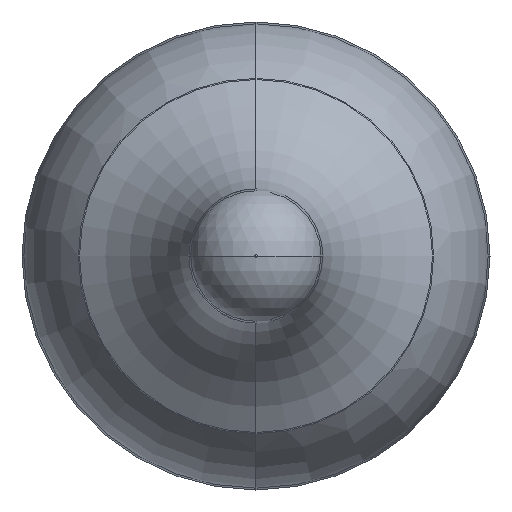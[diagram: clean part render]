
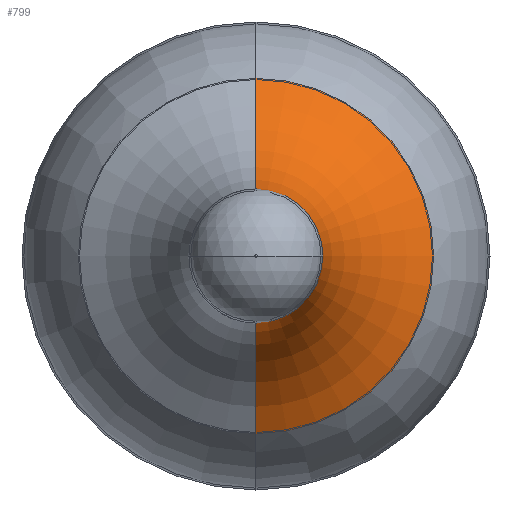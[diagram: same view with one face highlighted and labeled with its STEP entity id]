
A CAD part, left-side view. The second image highlights one B-rep face of the part: STEP entity #799.
In plain terms, the highlighted toroidal (fillet/blend) face has major radius 3.644 mm and minor radius 2.793 mm.
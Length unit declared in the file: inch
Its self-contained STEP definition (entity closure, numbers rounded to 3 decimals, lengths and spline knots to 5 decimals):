
#7 = EDGE_CURVE ( 'NONE', #352, #201, #108, .T. ) ;
#33 = DIRECTION ( 'NONE',  ( 0., 0., 1. ) ) ;
#41 = EDGE_CURVE ( 'NONE', #965, #263, #375, .T. ) ;
#70 = DIRECTION ( 'NONE',  ( 0., 0., -1. ) ) ;
#108 = CIRCLE ( 'NONE', #702, 0.03358 ) ;
#128 = CARTESIAN_POINT ( 'NONE',  ( 0.13878, 0., 0. ) ) ;
#136 = CARTESIAN_POINT ( 'NONE',  ( 0.04525, 0., -0.03358 ) ) ;
#155 = ORIENTED_EDGE ( 'NONE', *, *, #272, .F. ) ;
#158 = CARTESIAN_POINT ( 'NONE',  ( 0.04525, 0., 0.03358 ) ) ;
#169 = AXIS2_PLACEMENT_3D ( 'NONE', #327, #424, #1127 ) ;
#174 = CARTESIAN_POINT ( 'NONE',  ( 0.04525, -0.03358, 0. ) ) ;
#200 = ORIENTED_EDGE ( 'NONE', *, *, #742, .F. ) ;
#201 = VERTEX_POINT ( 'NONE', #158 ) ;
#251 = DIRECTION ( 'NONE',  ( 0., 0., 1. ) ) ;
#258 = ORIENTED_EDGE ( 'NONE', *, *, #7, .F. ) ;
#263 = VERTEX_POINT ( 'NONE', #761 ) ;
#272 = EDGE_CURVE ( 'NONE', #201, #263, #1217, .T. ) ;
#291 = CARTESIAN_POINT ( 'NONE',  ( 0.04525, 0., 0. ) ) ;
#296 = DIRECTION ( 'NONE',  ( -1., 0., 0. ) ) ;
#327 = CARTESIAN_POINT ( 'NONE',  ( 0.04525, 0., 0. ) ) ;
#352 = VERTEX_POINT ( 'NONE', #174 ) ;
#375 = CIRCLE ( 'NONE', #1205, 0.09298 ) ;
#424 = DIRECTION ( 'NONE',  ( -1., 0., 0. ) ) ;
#452 = DIRECTION ( 'NONE',  ( 0., 1., 0. ) ) ;
#455 = DIRECTION ( 'NONE',  ( 0., 0., 1. ) ) ;
#465 = ORIENTED_EDGE ( 'NONE', *, *, #41, .T. ) ;
#470 = CARTESIAN_POINT ( 'NONE',  ( 0.04109, 0., 0. ) ) ;
#474 = EDGE_CURVE ( 'NONE', #1074, #965, #797, .T. ) ;
#475 = CARTESIAN_POINT ( 'NONE',  ( 0.04109, 0., -0.14346 ) ) ;
#502 = CARTESIAN_POINT ( 'NONE',  ( 0.13878, 0., -0.09298 ) ) ;
#574 = CARTESIAN_POINT ( 'NONE',  ( 0.04109, 0., 0.14346 ) ) ;
#575 = EDGE_LOOP ( 'NONE', ( #200, #934, #465, #155, #258 ) ) ;
#643 = AXIS2_PLACEMENT_3D ( 'NONE', #470, #972, #455 ) ;
#666 = DIRECTION ( 'NONE',  ( 0., 0., 1. ) ) ;
#702 = AXIS2_PLACEMENT_3D ( 'NONE', #291, #296, #251 ) ;
#724 = FACE_OUTER_BOUND ( 'NONE', #575, .T. ) ;
#742 = EDGE_CURVE ( 'NONE', #1074, #352, #783, .T. ) ;
#751 = TOROIDAL_SURFACE ( 'NONE', #643, 0.14346, 0.10996 ) ;
#761 = CARTESIAN_POINT ( 'NONE',  ( 0.13878, 0., 0.09298 ) ) ;
#783 = CIRCLE ( 'NONE', #169, 0.03358 ) ;
#797 = CIRCLE ( 'NONE', #823, 0.10996 ) ;
#799 = ADVANCED_FACE ( 'NONE', ( #724 ), #751, .F. ) ;
#823 = AXIS2_PLACEMENT_3D ( 'NONE', #475, #452, #666 ) ;
#831 = DIRECTION ( 'NONE',  ( -1., 0., 0. ) ) ;
#934 = ORIENTED_EDGE ( 'NONE', *, *, #474, .T. ) ;
#965 = VERTEX_POINT ( 'NONE', #502 ) ;
#972 = DIRECTION ( 'NONE',  ( -1., 0., 0. ) ) ;
#1050 = AXIS2_PLACEMENT_3D ( 'NONE', #574, #1267, #70 ) ;
#1074 = VERTEX_POINT ( 'NONE', #136 ) ;
#1127 = DIRECTION ( 'NONE',  ( 0., 0., 1. ) ) ;
#1205 = AXIS2_PLACEMENT_3D ( 'NONE', #128, #831, #33 ) ;
#1217 = CIRCLE ( 'NONE', #1050, 0.10996 ) ;
#1267 = DIRECTION ( 'NONE',  ( 0., -1., 0. ) ) ;
